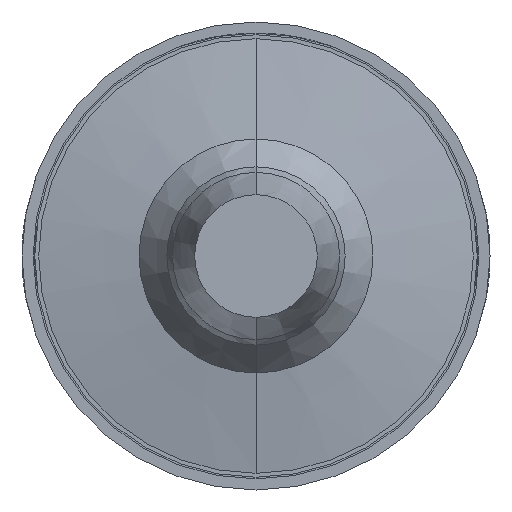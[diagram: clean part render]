
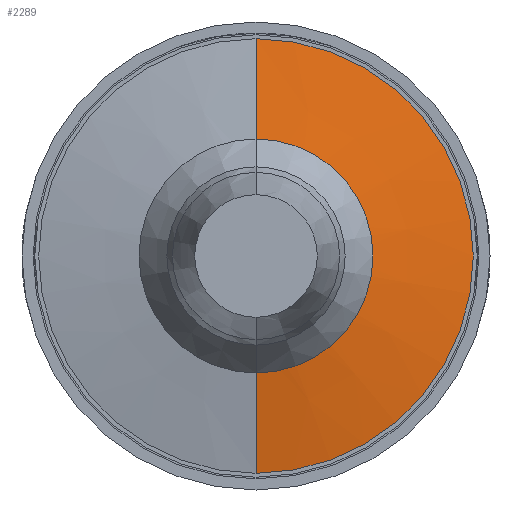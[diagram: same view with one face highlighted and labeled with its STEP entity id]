
A CAD part, front view. The second image highlights one B-rep face of the part: STEP entity #2289.
In plain terms, the highlighted conical face has half-angle 80.134 degrees and reference radius 0.8 mm.
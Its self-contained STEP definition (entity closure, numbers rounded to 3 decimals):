
#15 = DIRECTION ( 'NONE',  ( 0., 0., -1. ) ) ;
#83 = DIRECTION ( 'NONE',  ( 0., -1., 0. ) ) ;
#413 = ORIENTED_EDGE ( 'NONE', *, *, #3224, .F. ) ;
#481 = CARTESIAN_POINT ( 'NONE',  ( 0., -29.9, 0. ) ) ;
#872 = DIRECTION ( 'NONE',  ( 0., 0., 1. ) ) ;
#1205 = ORIENTED_EDGE ( 'NONE', *, *, #2218, .T. ) ;
#1273 = VERTEX_POINT ( 'NONE', #1796 ) ;
#1307 = VECTOR ( 'NONE', #2189, 1000. ) ;
#1391 = LINE ( 'NONE', #2150, #1635 ) ;
#1635 = VECTOR ( 'NONE', #3052, 1000. ) ;
#1663 = CARTESIAN_POINT ( 'NONE',  ( 0., -29.9, -0.8 ) ) ;
#1708 = CARTESIAN_POINT ( 'NONE',  ( 0., -29.9, 0. ) ) ;
#1796 = CARTESIAN_POINT ( 'NONE',  ( 0., -29.7, 1.95 ) ) ;
#1839 = AXIS2_PLACEMENT_3D ( 'NONE', #481, #4551, #872 ) ;
#1949 = CIRCLE ( 'NONE', #3470, 1.95 ) ;
#2150 = CARTESIAN_POINT ( 'NONE',  ( 0., -29.9, 0.8 ) ) ;
#2189 = DIRECTION ( 'NONE',  ( 0., 0.171, -0.985 ) ) ;
#2218 = EDGE_CURVE ( 'Defeature ausgef�hrt1_33+Defeature ausgef�hrt1_34+Defeature ausgef�hrt1_34+Defeature ausgef�hrt1_34', #4462, #1273, #1949, .T. ) ;
#2289 = ADVANCED_FACE ( 'Defeature ausgef�hrt1_33', ( #4410 ), #4660, .T. ) ;
#2444 = EDGE_CURVE ( 'NONE', #4281, #4462, #3153, .T. ) ;
#2446 = CARTESIAN_POINT ( 'NONE',  ( 0., -29.9, 0.8 ) ) ;
#2474 = ORIENTED_EDGE ( 'NONE', *, *, #3895, .F. ) ;
#3021 = EDGE_LOOP ( 'NONE', ( #413, #4819, #1205, #2474 ) ) ;
#3052 = DIRECTION ( 'NONE',  ( 0., 0.171, 0.985 ) ) ;
#3088 = CARTESIAN_POINT ( 'NONE',  ( 0., -29.7, -1.95 ) ) ;
#3153 = LINE ( 'NONE', #4985, #1307 ) ;
#3224 = EDGE_CURVE ( 'Defeature ausgef�hrt1_32+Defeature ausgef�hrt1_33+Defeature ausgef�hrt1_33+Defeature ausgef�hrt1_33', #4281, #3684, #3817, .T. ) ;
#3283 = DIRECTION ( 'NONE',  ( 0., -1., 0. ) ) ;
#3470 = AXIS2_PLACEMENT_3D ( 'NONE', #3762, #83, #4908 ) ;
#3684 = VERTEX_POINT ( 'NONE', #2446 ) ;
#3762 = CARTESIAN_POINT ( 'NONE',  ( 0., -29.7, 0. ) ) ;
#3817 = CIRCLE ( 'NONE', #4444, 0.8 ) ;
#3895 = EDGE_CURVE ( 'NONE', #3684, #1273, #1391, .T. ) ;
#4281 = VERTEX_POINT ( 'NONE', #1663 ) ;
#4410 = FACE_OUTER_BOUND ( 'NONE', #3021, .T. ) ;
#4444 = AXIS2_PLACEMENT_3D ( 'NONE', #1708, #3283, #15 ) ;
#4462 = VERTEX_POINT ( 'NONE', #3088 ) ;
#4551 = DIRECTION ( 'NONE',  ( 0., 1., 0. ) ) ;
#4660 = CONICAL_SURFACE ( 'NONE', #1839, 0.8, 1.399 ) ;
#4819 = ORIENTED_EDGE ( 'NONE', *, *, #2444, .T. ) ;
#4908 = DIRECTION ( 'NONE',  ( 0., 0., -1. ) ) ;
#4985 = CARTESIAN_POINT ( 'NONE',  ( 0., -29.9, -0.8 ) ) ;
